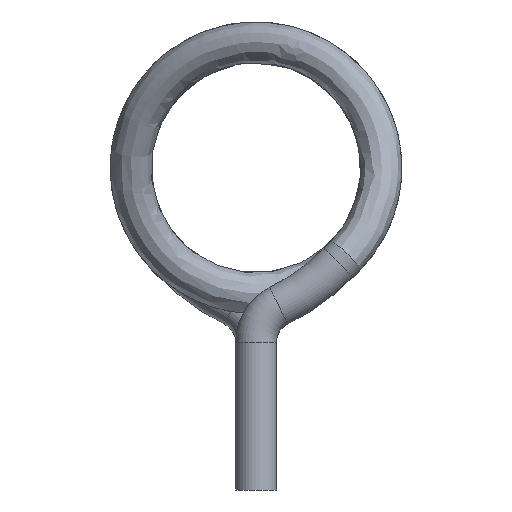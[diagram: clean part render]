
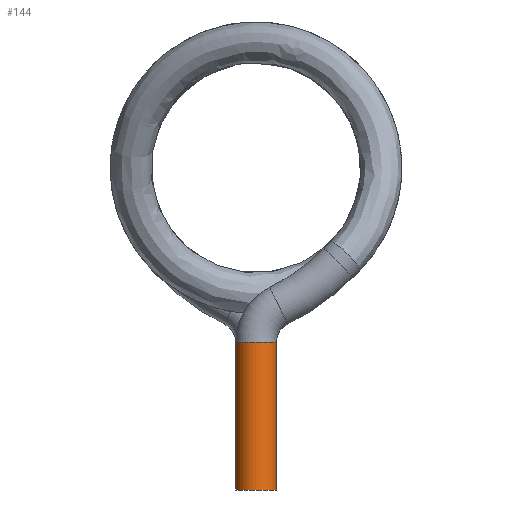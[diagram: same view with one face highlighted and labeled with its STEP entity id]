
A CAD part, front view. The second image highlights one B-rep face of the part: STEP entity #144.
In plain terms, the highlighted cylindrical face has radius 0.625 mm (diameter 1.25 mm), a full revolution.
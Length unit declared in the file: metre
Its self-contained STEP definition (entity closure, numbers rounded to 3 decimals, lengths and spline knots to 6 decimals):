
#48=ORIENTED_EDGE('',*,*,#69,.F.);
#49=ORIENTED_EDGE('',*,*,#70,.T.);
#69=EDGE_CURVE('',#81,#81,#91,.T.);
#70=EDGE_CURVE('',#82,#82,#92,.T.);
#81=VERTEX_POINT('',#256);
#82=VERTEX_POINT('',#259);
#91=CIRCLE('',#177,0.000625);
#92=CIRCLE('',#179,0.000625);
#103=EDGE_LOOP('',(#48));
#104=EDGE_LOOP('',(#49));
#123=FACE_BOUND('',#103,.T.);
#124=FACE_BOUND('',#104,.T.);
#138=CYLINDRICAL_SURFACE('',#178,0.000625);
#144=ADVANCED_FACE('',(#123,#124),#138,.T.);
#177=AXIS2_PLACEMENT_3D('',#255,#203,#204);
#178=AXIS2_PLACEMENT_3D('',#257,#205,#206);
#179=AXIS2_PLACEMENT_3D('',#258,#207,#208);
#203=DIRECTION('',(0.,0.,1.));
#204=DIRECTION('',(1.,0.,0.));
#205=DIRECTION('',(0.,0.,1.));
#206=DIRECTION('',(1.,0.,0.));
#207=DIRECTION('',(0.,0.,1.));
#208=DIRECTION('',(1.,0.,0.));
#255=CARTESIAN_POINT('',(0.,0.,0.0015));
#256=CARTESIAN_POINT('',(0.000625,0.,0.0015));
#257=CARTESIAN_POINT('',(0.,0.,-0.003));
#258=CARTESIAN_POINT('',(0.,0.,-0.003));
#259=CARTESIAN_POINT('',(0.000625,0.,-0.003));
